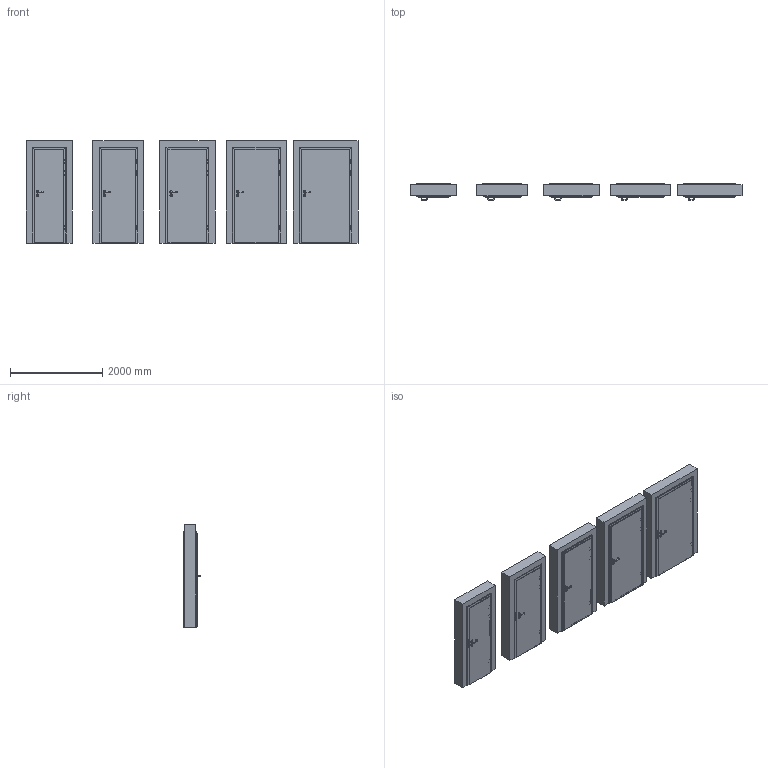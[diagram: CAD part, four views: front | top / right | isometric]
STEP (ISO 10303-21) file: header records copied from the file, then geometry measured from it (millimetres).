
FILE_DESCRIPTION(/* description */ (''),/* implementation_level */ '2;1');
FILE_NAME(/* name */ '050077_A_2-Drzwi przeciwpożarowe EI30 na ościeżnicy Projekt Premium..stp',/* time_stamp */ '2024-06-13T13:55:29+02:00',/* author */ (''),/* organization */ (''),/* preprocessor_version */ 'ST-DEVELOPER v16',/* originating_system */ 'SIEMENS PLM Software NX 11.0',/* authorisation */ '');
FILE_SCHEMA (('AUTOMOTIVE_DESIGN { 1 0 10303 214 3 1 1 1 }'));
Products named in the file (1): bkni61F80B000o7k
Bounding box: 7205 x 359.95 x 2222.33 mm (x, y, z)
Volume: 1469889333 mm3; surface area: 105569820.3 mm2
Topology: 505 solids, 505 shells, 12280 faces, 32029 edges, 20739 vertices
Faces by surface type: plane 8200, cylinder 2755, bspline 400, cone 305, torus 230, extrusion 230, sphere 160
Full cylindrical faces by diameter (mm): 4 x5, 5 x20, 5.5 x10, 6 x55, 6.7 x30, 7 x60, 7.7 x30, 7.8 x15, 8 x105, 13.5 x30, 15 x75, 19 x30, 20 x35, 20.5 x40, 54 x20
Entity records: 380316 total; most frequent: CARTESIAN_POINT 78897, ORIENTED_EDGE 61300, DIRECTION 59552, EDGE_CURVE 30650, VECTOR 23120, LINE 22890, VERTEX_POINT 20440, AXIS2_PLACEMENT_3D 18216
